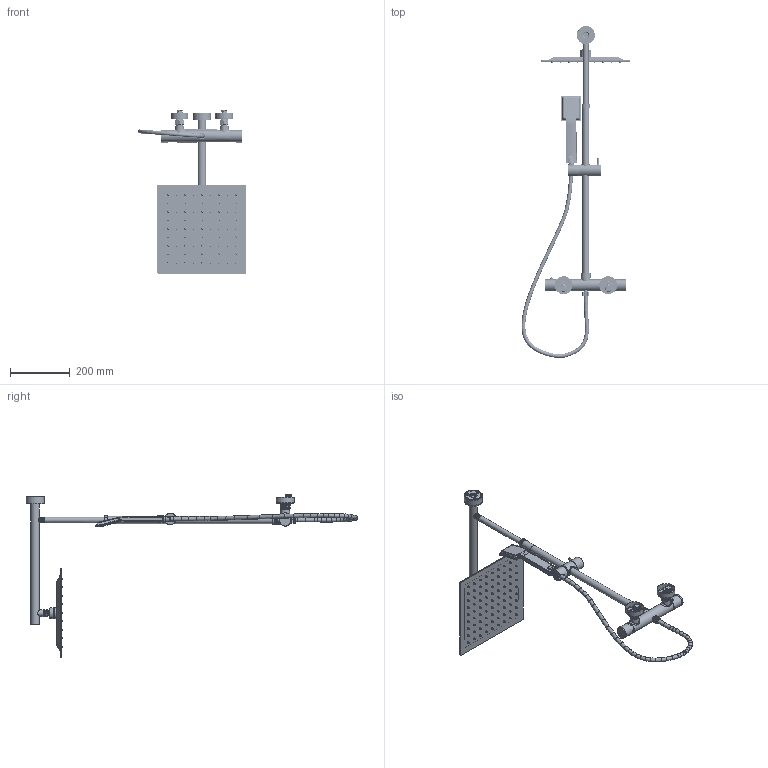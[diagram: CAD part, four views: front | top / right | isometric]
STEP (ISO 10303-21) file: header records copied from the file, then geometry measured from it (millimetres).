
FILE_DESCRIPTION(/* description */ (''),/* implementation_level */ '2;1');
FILE_NAME(/* name */ 'FD5-ANQ-7U-11#',/* time_stamp */ '2020-10-12T14:47:13+08:00',/* author */ (''),/* organization */ (''),/* preprocessor_version */ 'ST-DEVELOPER v9',/* originating_system */ 'UGS - NX 4.0',/* authorisation */ '');
FILE_SCHEMA (('CONFIG_CONTROL_DESIGN'));
Length unit declared in the file: millimetre
Products named in the file (1): TREVI New
Bounding box: 365.74 x 1114.38 x 549.97 mm (x, y, z)
Volume: 2365546.5 mm3; surface area: 582795.7 mm2
Topology: 28 solids, 30 shells, 3511 faces, 8493 edges, 5414 vertices
Faces by surface type: plane 1715, cylinder 836, bspline 331, torus 250, extrusion 184, cone 183, sphere 10, revolution 2
Full cylindrical faces by diameter (mm): 1.5 x81, 4.179 x7, 4.279 x7, 5.5 x3, 6 x1, 7 x1, 9 x1, 12 x1, 12.5 x1, 13 x5, 14 x1, 14.2 x1, 15 x5, 17 x6, 17.5 x1, 18.6 x1, 19 x2, 20 x2, 21 x2, 22 x5, 22.2 x1, 23 x3, 24 x3, 24.6 x1, 25 x2, 26 x2, 27 x2, 28 x4, 30 x1, 31.2 x5
Entity records: 127948 total; most frequent: CARTESIAN_POINT 51463, ORIENTED_EDGE 15744, DIRECTION 14398, EDGE_CURVE 7872, VERTEX_POINT 5204, AXIS2_PLACEMENT_3D 5181, EDGE_LOOP 4505, VECTOR 4034
